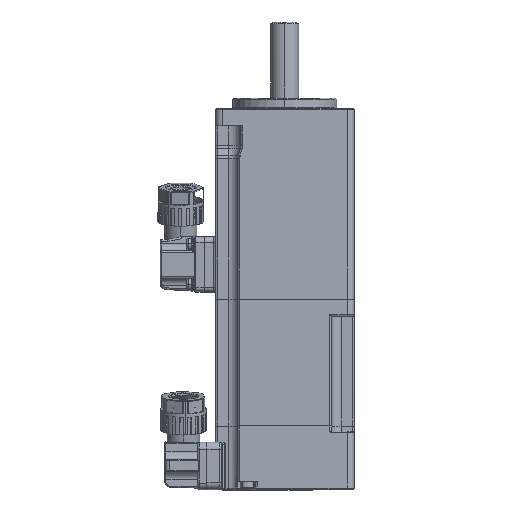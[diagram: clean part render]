
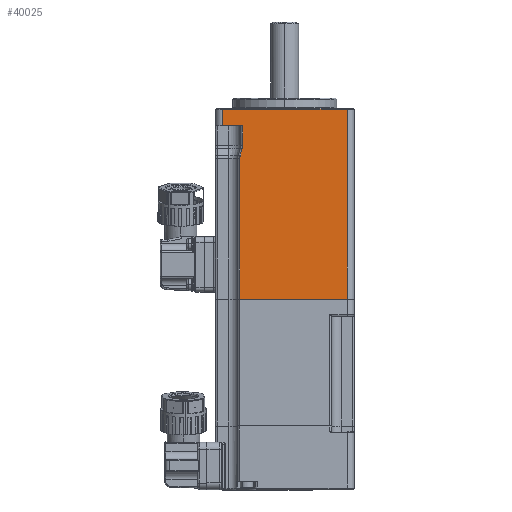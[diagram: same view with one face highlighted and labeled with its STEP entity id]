
A CAD part, top view. The second image highlights one B-rep face of the part: STEP entity #40025.
In plain terms, the highlighted planar face has unit normal (0, 0, 1).
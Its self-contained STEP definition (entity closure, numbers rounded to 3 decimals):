
#1367 = CARTESIAN_POINT ( 'NONE',  ( -18., 0., 20. ) ) ;
#1526 = ORIENTED_EDGE ( 'NONE', *, *, #29500, .F. ) ;
#2016 = EDGE_CURVE ( 'NONE', #39985, #5381, #49074, .T. ) ;
#2044 = EDGE_CURVE ( 'NONE', #21976, #28291, #4470, .T. ) ;
#2185 = ORIENTED_EDGE ( 'NONE', *, *, #2016, .T. ) ;
#2791 = CARTESIAN_POINT ( 'NONE',  ( -18., 50., 20. ) ) ;
#2815 = VECTOR ( 'NONE', #60976, 1000. ) ;
#4470 = LINE ( 'NONE', #17730, #54127 ) ;
#4778 = VERTEX_POINT ( 'NONE', #33273 ) ;
#4843 = CARTESIAN_POINT ( 'NONE',  ( -18., 54.8, 20. ) ) ;
#5280 = LINE ( 'NONE', #26460, #2815 ) ;
#5381 = VERTEX_POINT ( 'NONE', #17409 ) ;
#5591 = CARTESIAN_POINT ( 'NONE',  ( -13., 58., 20. ) ) ;
#7147 = EDGE_CURVE ( 'NONE', #5381, #25747, #49000, .T. ) ;
#7488 = LINE ( 'NONE', #2791, #54170 ) ;
#8196 = VERTEX_POINT ( 'NONE', #17143 ) ;
#8877 = DIRECTION ( 'NONE',  ( 0., -1., 0. ) ) ;
#9305 = VECTOR ( 'NONE', #44461, 1000. ) ;
#9336 = ORIENTED_EDGE ( 'NONE', *, *, #2044, .T. ) ;
#9437 = EDGE_LOOP ( 'NONE', ( #1526, #10646, #9336, #10947, #18520, #21951, #51684, #2185, #45476, #50397 ) ) ;
#9495 = DIRECTION ( 'NONE',  ( 0., -1., 0. ) ) ;
#9531 = EDGE_CURVE ( 'NONE', #14698, #21976, #5280, .T. ) ;
#10646 = ORIENTED_EDGE ( 'NONE', *, *, #9531, .T. ) ;
#10947 = ORIENTED_EDGE ( 'NONE', *, *, #47883, .T. ) ;
#12044 = CARTESIAN_POINT ( 'NONE',  ( -12.293, 43.468, 20. ) ) ;
#12218 = CIRCLE ( 'NONE', #54784, 3.5 ) ;
#14530 = CARTESIAN_POINT ( 'NONE',  ( 18., 58., 20. ) ) ;
#14563 = CARTESIAN_POINT ( 'NONE',  ( -13., 0., 20. ) ) ;
#14698 = VERTEX_POINT ( 'NONE', #19912 ) ;
#15438 = DIRECTION ( 'NONE',  ( -0.27, -0.963, 0. ) ) ;
#16463 = DIRECTION ( 'NONE',  ( -1., 0., 0. ) ) ;
#17143 = CARTESIAN_POINT ( 'NONE',  ( -12.163, 44.412, 20. ) ) ;
#17409 = CARTESIAN_POINT ( 'NONE',  ( -13., 40.6, 20. ) ) ;
#17730 = CARTESIAN_POINT ( 'NONE',  ( -18., 58., 20. ) ) ;
#18520 = ORIENTED_EDGE ( 'NONE', *, *, #43313, .T. ) ;
#19691 = AXIS2_PLACEMENT_3D ( 'NONE', #23113, #61153, #57364 ) ;
#19692 = VECTOR ( 'NONE', #29336, 1000. ) ;
#19912 = CARTESIAN_POINT ( 'NONE',  ( 18., 54.8, 20. ) ) ;
#21097 = VECTOR ( 'NONE', #48968, 1000. ) ;
#21764 = DIRECTION ( 'NONE',  ( 1., 0., 0. ) ) ;
#21951 = ORIENTED_EDGE ( 'NONE', *, *, #52930, .T. ) ;
#21976 = VERTEX_POINT ( 'NONE', #4843 ) ;
#23113 = CARTESIAN_POINT ( 'NONE',  ( -10.5, 40.6, 20. ) ) ;
#24568 = VECTOR ( 'NONE', #15438, 1000. ) ;
#24943 = CARTESIAN_POINT ( 'NONE',  ( -12.907, 41.274, 20. ) ) ;
#25747 = VERTEX_POINT ( 'NONE', #14563 ) ;
#26460 = CARTESIAN_POINT ( 'NONE',  ( -18., 54.8, 20. ) ) ;
#28291 = VERTEX_POINT ( 'NONE', #46829 ) ;
#28900 = VECTOR ( 'NONE', #9495, 1000. ) ;
#29336 = DIRECTION ( 'NONE',  ( 0., -1., 0. ) ) ;
#29500 = EDGE_CURVE ( 'NONE', #14698, #29837, #34230, .T. ) ;
#29606 = LINE ( 'NONE', #62587, #21097 ) ;
#29837 = VERTEX_POINT ( 'NONE', #36604 ) ;
#29849 = LINE ( 'NONE', #1367, #9305 ) ;
#30663 = CARTESIAN_POINT ( 'NONE',  ( -8.935, 55.462, 20. ) ) ;
#33273 = CARTESIAN_POINT ( 'NONE',  ( -12.163, 50., 20. ) ) ;
#34230 = LINE ( 'NONE', #14530, #28900 ) ;
#34278 = VERTEX_POINT ( 'NONE', #12044 ) ;
#35109 = FACE_OUTER_BOUND ( 'NONE', #9437, .T. ) ;
#35880 = DIRECTION ( 'NONE',  ( 0., 0., -1. ) ) ;
#36604 = CARTESIAN_POINT ( 'NONE',  ( 18., 0., 20. ) ) ;
#36982 = CARTESIAN_POINT ( 'NONE',  ( -18., 58., 20. ) ) ;
#37375 = CARTESIAN_POINT ( 'NONE',  ( -15.663, 44.412, 20. ) ) ;
#38858 = EDGE_CURVE ( 'NONE', #34278, #39985, #58913, .T. ) ;
#39985 = VERTEX_POINT ( 'NONE', #24943 ) ;
#39990 = AXIS2_PLACEMENT_3D ( 'NONE', #36982, #41409, #47122 ) ;
#40025 = ADVANCED_FACE ( 'NONE', ( #35109 ), #45546, .F. ) ;
#41409 = DIRECTION ( 'NONE',  ( 0., 0., -1. ) ) ;
#43313 = EDGE_CURVE ( 'NONE', #4778, #8196, #29606, .T. ) ;
#44461 = DIRECTION ( 'NONE',  ( 1., 0., 0. ) ) ;
#45476 = ORIENTED_EDGE ( 'NONE', *, *, #7147, .T. ) ;
#45546 = PLANE ( 'NONE',  #39990 ) ;
#46829 = CARTESIAN_POINT ( 'NONE',  ( -18., 50., 20. ) ) ;
#47122 = DIRECTION ( 'NONE',  ( -1., 0., 0. ) ) ;
#47883 = EDGE_CURVE ( 'NONE', #28291, #4778, #7488, .T. ) ;
#48968 = DIRECTION ( 'NONE',  ( 0., -1., 0. ) ) ;
#49000 = LINE ( 'NONE', #5591, #19692 ) ;
#49074 = CIRCLE ( 'NONE', #19691, 2.5 ) ;
#50397 = ORIENTED_EDGE ( 'NONE', *, *, #53622, .T. ) ;
#51684 = ORIENTED_EDGE ( 'NONE', *, *, #38858, .T. ) ;
#52930 = EDGE_CURVE ( 'NONE', #8196, #34278, #12218, .T. ) ;
#53622 = EDGE_CURVE ( 'NONE', #25747, #29837, #29849, .T. ) ;
#54127 = VECTOR ( 'NONE', #8877, 1000. ) ;
#54170 = VECTOR ( 'NONE', #21764, 1000. ) ;
#54784 = AXIS2_PLACEMENT_3D ( 'NONE', #37375, #35880, #16463 ) ;
#57364 = DIRECTION ( 'NONE',  ( -1., 0., 0. ) ) ;
#58913 = LINE ( 'NONE', #30663, #24568 ) ;
#60976 = DIRECTION ( 'NONE',  ( -1., 0., 0. ) ) ;
#61153 = DIRECTION ( 'NONE',  ( 0., 0., 1. ) ) ;
#62587 = CARTESIAN_POINT ( 'NONE',  ( -12.163, 44.412, 20. ) ) ;
